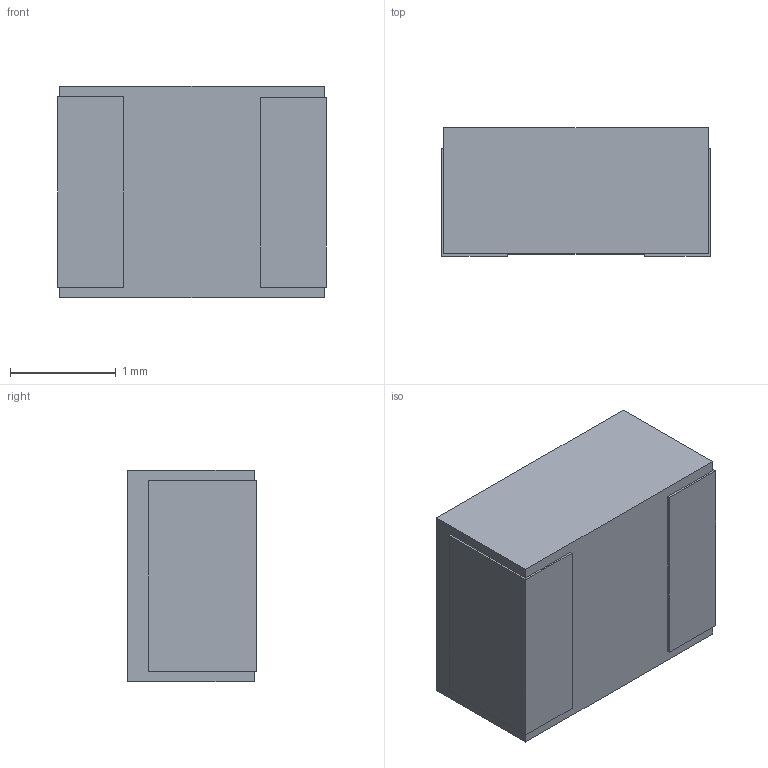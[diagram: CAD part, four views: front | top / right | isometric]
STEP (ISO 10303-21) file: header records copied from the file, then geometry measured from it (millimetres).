
FILE_DESCRIPTION((''),'2;1');
FILE_NAME('Drawing1.stp','2019-05-24T09:59:27',(''),(''),'Mechanical Desktop 2011','Mechanical Desktop 2011',', , ');
FILE_SCHEMA(('CONFIG_CONTROL_DESIGN'));
Length unit declared in the file: millimetre
Products named in the file (2): Product; 252012
Assembly tree (1 placements, depth 2):
  Product
    252012
Bounding box: 2.54 x 1.22 x 2 mm (x, y, z)
Volume: 6.1 mm3; surface area: 21.2 mm2
Topology: 1 solids, 1 shells, 18 faces, 48 edges, 32 vertices
Faces by surface type: plane 18
Entity records: 661 total; most frequent: CARTESIAN_POINT 100, ORIENTED_EDGE 96, DIRECTION 88, VECTOR 48, LINE 48, EDGE_CURVE 48, VERTEX_POINT 32, AXIS2_PLACEMENT_3D 20
